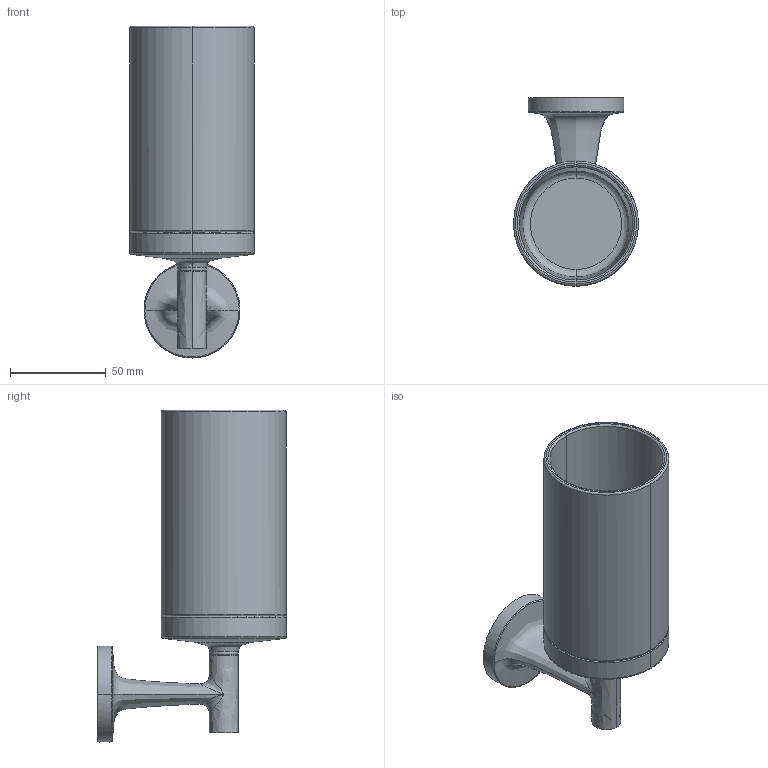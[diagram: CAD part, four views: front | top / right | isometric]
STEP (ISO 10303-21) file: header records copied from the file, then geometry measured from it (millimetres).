
FILE_DESCRIPTION(/* description */ (''),/* implementation_level */ '2;1');
FILE_NAME(/* name */ '009931',/* time_stamp */ '2019-02-13T10:15:10+01:00',/* author */ (''),/* organization */ (''),/* preprocessor_version */ 'ST-DEVELOPER v15',/* originating_system */ '',/* authorisation */ '');
FILE_SCHEMA (('AUTOMOTIVE_DESIGN'));
Length unit declared in the file: millimetre
Products named in the file (1): Document
Bounding box: 64.9 x 98.15 x 173 mm (x, y, z)
Volume: 112696.3 mm3; surface area: 69359.4 mm2
Topology: 1 solids, 4 shells, 147 faces, 358 edges, 202 vertices
Faces by surface type: bspline 147
Entity records: 24055 total; most frequent: CARTESIAN_POINT 19833, B_SPLINE_CURVE_WITH_KNOTS 773, ORIENTED_EDGE 671, PCURVE 671, DEFINITIONAL_REPRESENTATION 671, SURFACE_CURVE 353, EDGE_CURVE 353, VERTEX_POINT 202
